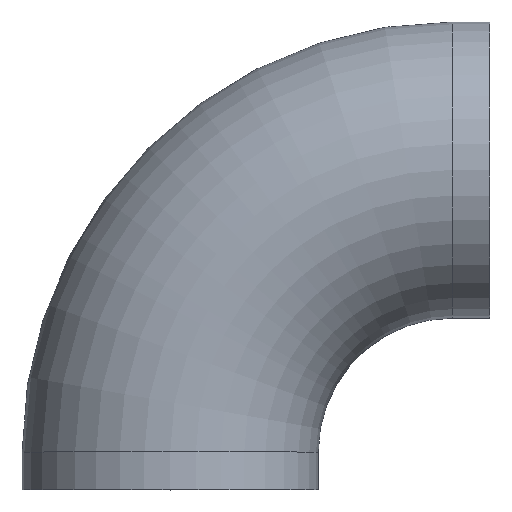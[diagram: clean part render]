
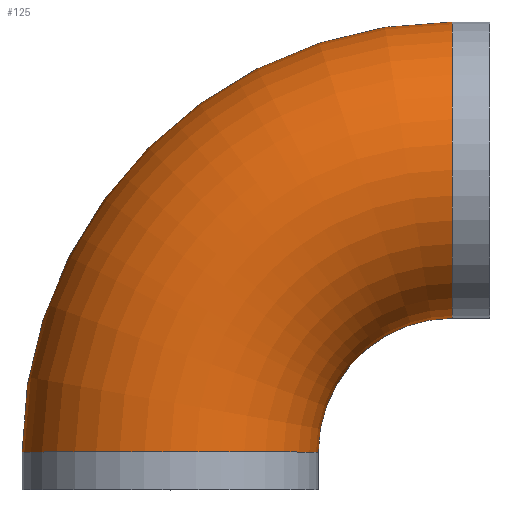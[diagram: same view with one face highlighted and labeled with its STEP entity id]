
A CAD part, top view. The second image highlights one B-rep face of the part: STEP entity #125.
In plain terms, the highlighted toroidal (fillet/blend) face has major radius 300 mm and minor radius 157.5 mm.
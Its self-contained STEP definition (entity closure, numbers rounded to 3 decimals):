
#87 = VERTEX_POINT( '', #221 );
#125 = ADVANCED_FACE( '', ( #265 ), #266, .T. );
#131 = EDGE_CURVE( '', #183, #177, #273, .T. );
#149 = VERTEX_POINT( '', #295 );
#171 = EDGE_CURVE( '', #87, #149, #320, .T. );
#175 = EDGE_CURVE( '', #183, #149, #324, .T. );
#177 = VERTEX_POINT( '', #326 );
#183 = VERTEX_POINT( '', #332 );
#195 = EDGE_CURVE( '', #87, #177, #345, .T. );
#221 = CARTESIAN_POINT( '', ( 157.5, 40., 0. ) );
#265 = FACE_OUTER_BOUND( '', #416, .T. );
#266 = TOROIDAL_SURFACE( '', #417, 300., 157.5 );
#273 = CIRCLE( '', #425, 157.5 );
#295 = CARTESIAN_POINT( '', ( -157.5, 40., 0. ) );
#320 = CIRCLE( '', #487, 157.5 );
#324 = CIRCLE( '', #492, 457.5 );
#326 = CARTESIAN_POINT( '', ( 300., 182.5, 0. ) );
#332 = CARTESIAN_POINT( '', ( 300., 497.5, 0. ) );
#345 = CIRCLE( '', #519, 142.5 );
#416 = EDGE_LOOP( '', ( #584, #585, #586, #587 ) );
#417 = AXIS2_PLACEMENT_3D( '', #588, #589, #590 );
#425 = AXIS2_PLACEMENT_3D( '', #599, #600, #601 );
#487 = AXIS2_PLACEMENT_3D( '', #672, #673, #674 );
#492 = AXIS2_PLACEMENT_3D( '', #675, #676, #677 );
#519 = AXIS2_PLACEMENT_3D( '', #701, #702, #703 );
#584 = ORIENTED_EDGE( '', *, *, #175, .T. );
#585 = ORIENTED_EDGE( '', *, *, #171, .F. );
#586 = ORIENTED_EDGE( '', *, *, #195, .T. );
#587 = ORIENTED_EDGE( '', *, *, #131, .F. );
#588 = CARTESIAN_POINT( '', ( 300., 40., 0. ) );
#589 = DIRECTION( '', ( 0., 0., 1. ) );
#590 = DIRECTION( '', ( 1., 0., 0. ) );
#599 = CARTESIAN_POINT( '', ( 300., 340., 0. ) );
#600 = DIRECTION( '', ( 1., 0., 0. ) );
#601 = DIRECTION( '', ( 0., -1., 0. ) );
#672 = CARTESIAN_POINT( '', ( 0., 40., 0. ) );
#673 = DIRECTION( '', ( 0., -1., 0. ) );
#674 = DIRECTION( '', ( 1., 0., 0. ) );
#675 = CARTESIAN_POINT( '', ( 300., 40., 0. ) );
#676 = DIRECTION( '', ( 0., 0., 1. ) );
#677 = DIRECTION( '', ( 1., 0., 0. ) );
#701 = CARTESIAN_POINT( '', ( 300., 40., 0. ) );
#702 = DIRECTION( '', ( 0., 0., -1. ) );
#703 = DIRECTION( '', ( 1., 0., 0. ) );
